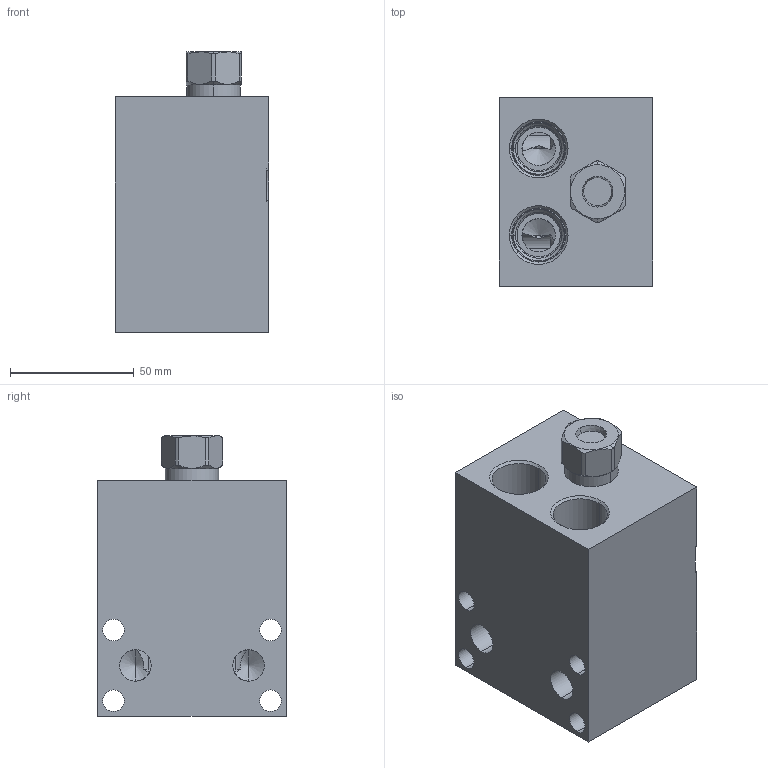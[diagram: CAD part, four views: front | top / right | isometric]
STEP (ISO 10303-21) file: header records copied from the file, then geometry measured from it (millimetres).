
FILE_DESCRIPTION((''),'2;1');
FILE_NAME('XTS_ASM','2022-06-02T',('ProEService'),(''),'PRO/ENGINEER BY PARAMETRIC TECHNOLOGY CORPORATION, 2014200','PRO/ENGINEER BY PARAMETRIC TECHNOLOGY CORPORATION, 2014200','');
FILE_SCHEMA(('CONFIG_CONTROL_DESIGN'));
Length unit declared in the file: inch
Products named in the file (3): 151-846-002; CSAAEXN; XTS_ASM
Assembly tree (2 placements, depth 2):
  XTS_ASM
    151-846-002
    CSAAEXN
Bounding box: 61.93 x 76.2 x 113.51 mm (x, y, z)
Volume: 367756.3 mm3; surface area: 65573.2 mm2
Topology: 3 solids, 5 shells, 305 faces, 992 edges, 805 vertices
Faces by surface type: cylinder 136, cone 91, plane 44, torus 26, revolution 6, sphere 2
Entity records: 12601 total; most frequent: CARTESIAN_POINT 3955, DIRECTION 1883, ORIENTED_EDGE 1478, EDGE_CURVE 739, AXIS2_PLACEMENT_3D 690, VECTOR 497, LINE 497, VERTEX_POINT 457
